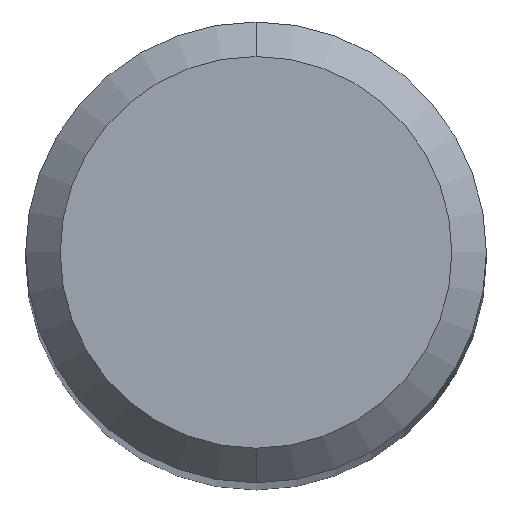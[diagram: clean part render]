
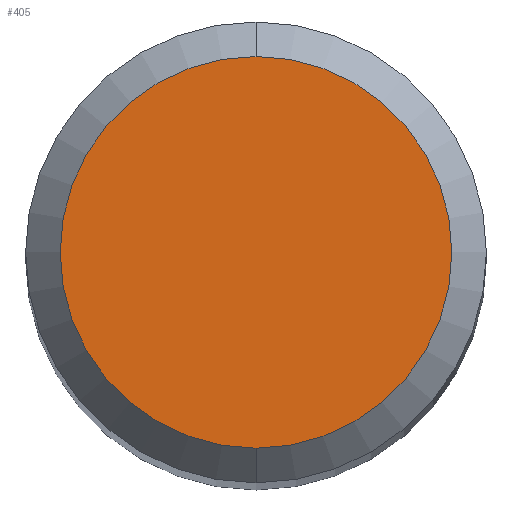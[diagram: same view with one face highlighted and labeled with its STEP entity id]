
A CAD part, top view. The second image highlights one B-rep face of the part: STEP entity #405.
In plain terms, the highlighted planar face has unit normal (0, 0, 1).
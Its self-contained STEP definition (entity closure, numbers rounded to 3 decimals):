
#199=VERTEX_POINT('',#507);
#279=VERTEX_POINT('',#591);
#313=EDGE_CURVE('',#279,#199,#631,.T.);
#405=ADVANCED_FACE('',(#731),#732,.T.);
#459=EDGE_CURVE('',#199,#279,#795,.T.);
#507=CARTESIAN_POINT('',(0.,-1.7,0.0));
#591=CARTESIAN_POINT('',(0.0,1.7,0.0));
#631=CIRCLE('',#1064,1.7);
#731=FACE_OUTER_BOUND('',#1332,.T.);
#732=PLANE('',#1333);
#795=CIRCLE('',#1438,1.7);
#1064=AXIS2_PLACEMENT_3D('',#1604,#1605,#1606);
#1332=EDGE_LOOP('',(#1706,#1707));
#1333=AXIS2_PLACEMENT_3D('',#1708,#1709,#1710);
#1438=AXIS2_PLACEMENT_3D('',#1794,#1795,#1796);
#1604=CARTESIAN_POINT('',(0.0,0.0,0.0));
#1605=DIRECTION('',(0.0,0.0,-1.0));
#1606=DIRECTION('',(0.0,1.0,0.0));
#1706=ORIENTED_EDGE('',*,*,#313,.F.);
#1707=ORIENTED_EDGE('',*,*,#459,.F.);
#1708=CARTESIAN_POINT('',(0.0,0.85,0.0));
#1709=DIRECTION('',(-0.0,0.0,1.0));
#1710=DIRECTION('',(0.0,-1.0,0.0));
#1794=CARTESIAN_POINT('',(0.0,0.0,0.0));
#1795=DIRECTION('',(0.0,0.0,-1.0));
#1796=DIRECTION('',(0.0,1.0,0.0));
